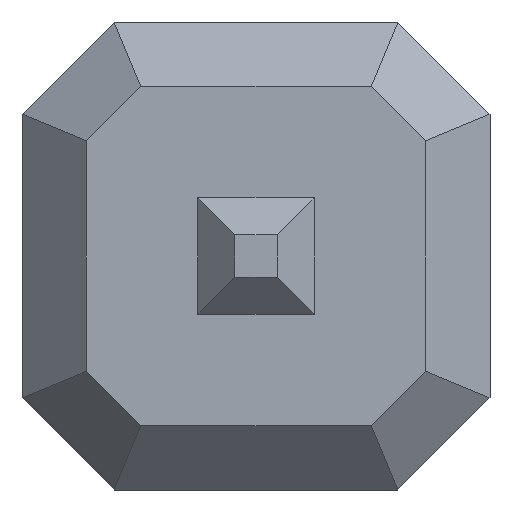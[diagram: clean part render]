
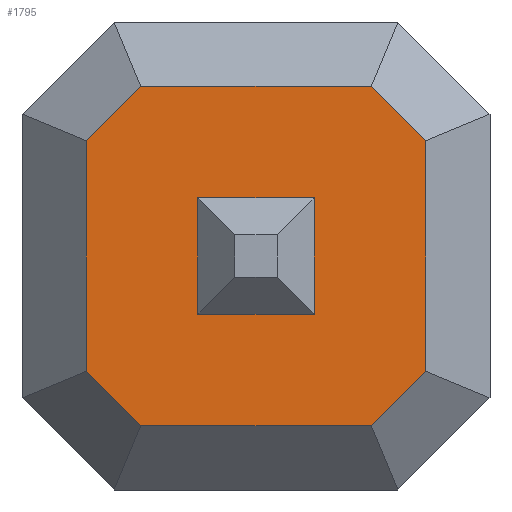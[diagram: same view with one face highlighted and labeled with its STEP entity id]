
A CAD part, front view. The second image highlights one B-rep face of the part: STEP entity #1795.
In plain terms, the highlighted planar face has unit normal (0, -1, 0).
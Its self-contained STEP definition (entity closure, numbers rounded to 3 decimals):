
#99 = VERTEX_POINT ( 'NONE', #229 ) ;
#101 = VERTEX_POINT ( 'NONE', #231 ) ;
#102 = VERTEX_POINT ( 'NONE', #232 ) ;
#103 = VERTEX_POINT ( 'NONE', #233 ) ;
#109 = VERTEX_POINT ( 'NONE', #239 ) ;
#125 = VERTEX_POINT ( 'NONE', #255 ) ;
#127 = VERTEX_POINT ( 'NONE', #257 ) ;
#130 = VERTEX_POINT ( 'NONE', #260 ) ;
#134 = VERTEX_POINT ( 'NONE', #264 ) ;
#136 = VERTEX_POINT ( 'NONE', #266 ) ;
#143 = VERTEX_POINT ( 'NONE', #273 ) ;
#149 = VERTEX_POINT ( 'NONE', #279 ) ;
#229 = CARTESIAN_POINT ( 'NONE',  ( -0.625, 0., -0.92 ) ) ;
#231 = CARTESIAN_POINT ( 'NONE',  ( 0.625, 0., -0.92 ) ) ;
#232 = CARTESIAN_POINT ( 'NONE',  ( 0.315, 0., 0.315 ) ) ;
#233 = CARTESIAN_POINT ( 'NONE',  ( -0.315, 0., -0.315 ) ) ;
#239 = CARTESIAN_POINT ( 'NONE',  ( 0.92, 0., -0.625 ) ) ;
#255 = CARTESIAN_POINT ( 'NONE',  ( 0.625, 0., 0.92 ) ) ;
#257 = CARTESIAN_POINT ( 'NONE',  ( -0.625, 0., 0.92 ) ) ;
#260 = CARTESIAN_POINT ( 'NONE',  ( -0.92, 0., 0.625 ) ) ;
#264 = CARTESIAN_POINT ( 'NONE',  ( 0.92, 0., 0.625 ) ) ;
#266 = CARTESIAN_POINT ( 'NONE',  ( 0.315, 0., -0.315 ) ) ;
#273 = CARTESIAN_POINT ( 'NONE',  ( -0.92, 0., -0.625 ) ) ;
#279 = CARTESIAN_POINT ( 'NONE',  ( -0.315, 0., 0.315 ) ) ;
#552 = EDGE_LOOP ( 'NONE', ( #2533, #2531, #2537, #2536, #2534, #2528, #2516, #2532 ) ) ;
#565 = EDGE_LOOP ( 'NONE', ( #2520, #2523, #2517, #2514 ) ) ;
#664 = VECTOR ( 'NONE', #1631, 1000. ) ;
#821 = LINE ( 'NONE', #1456, #822 ) ;
#822 = VECTOR ( 'NONE', #1457, 1000. ) ;
#990 = LINE ( 'NONE', #1630, #664 ) ;
#1054 = FACE_BOUND ( 'NONE', #565, .T. ) ;
#1072 = FACE_OUTER_BOUND ( 'NONE', #552, .T. ) ;
#1456 = CARTESIAN_POINT ( 'NONE',  ( -1.793, 0., -0.247 ) ) ;
#1457 = DIRECTION ( 'NONE',  ( -0.707, 0., -0.707 ) ) ;
#1630 = CARTESIAN_POINT ( 'NONE',  ( -0.315, 0., -0.315 ) ) ;
#1631 = DIRECTION ( 'NONE',  ( 0., 0., -1. ) ) ;
#1632 = CARTESIAN_POINT ( 'NONE',  ( -0.247, 0., -1.793 ) ) ;
#1633 = DIRECTION ( 'NONE',  ( 0.707, 0., 0.707 ) ) ;
#1638 = CARTESIAN_POINT ( 'NONE',  ( -0.315, 0., -0.315 ) ) ;
#1639 = DIRECTION ( 'NONE',  ( 1., 0., 0. ) ) ;
#1642 = CARTESIAN_POINT ( 'NONE',  ( -0.92, 0., -2.04 ) ) ;
#1643 = DIRECTION ( 'NONE',  ( 0., 0., -1. ) ) ;
#1644 = CARTESIAN_POINT ( 'NONE',  ( 0.92, 0., -2.04 ) ) ;
#1645 = DIRECTION ( 'NONE',  ( 0., 0., 1. ) ) ;
#1646 = CARTESIAN_POINT ( 'NONE',  ( 0., 0., -0.92 ) ) ;
#1647 = DIRECTION ( 'NONE',  ( 1., 0., 0. ) ) ;
#1648 = CARTESIAN_POINT ( 'NONE',  ( 0.315, 0., -0.315 ) ) ;
#1649 = DIRECTION ( 'NONE',  ( 0., 0., 1. ) ) ;
#1650 = CARTESIAN_POINT ( 'NONE',  ( 0.247, 0., -1.793 ) ) ;
#1651 = DIRECTION ( 'NONE',  ( 0.707, 0., -0.707 ) ) ;
#1652 = CARTESIAN_POINT ( 'NONE',  ( 1.793, 0., -0.247 ) ) ;
#1653 = DIRECTION ( 'NONE',  ( -0.707, 0., 0.707 ) ) ;
#1654 = CARTESIAN_POINT ( 'NONE',  ( 0., 0., 0.92 ) ) ;
#1655 = DIRECTION ( 'NONE',  ( -1., 0., 0. ) ) ;
#1656 = CARTESIAN_POINT ( 'NONE',  ( -0.315, 0., 0.315 ) ) ;
#1657 = DIRECTION ( 'NONE',  ( -1., 0., 0. ) ) ;
#1683 = LINE ( 'NONE', #1632, #1684 ) ;
#1684 = VECTOR ( 'NONE', #1633, 1000. ) ;
#1689 = LINE ( 'NONE', #1638, #1690 ) ;
#1690 = VECTOR ( 'NONE', #1639, 1000. ) ;
#1693 = LINE ( 'NONE', #1642, #1694 ) ;
#1694 = VECTOR ( 'NONE', #1643, 1000. ) ;
#1695 = LINE ( 'NONE', #1644, #1696 ) ;
#1696 = VECTOR ( 'NONE', #1645, 1000. ) ;
#1697 = LINE ( 'NONE', #1646, #1698 ) ;
#1698 = VECTOR ( 'NONE', #1647, 1000. ) ;
#1699 = LINE ( 'NONE', #1648, #1700 ) ;
#1700 = VECTOR ( 'NONE', #1649, 1000. ) ;
#1701 = LINE ( 'NONE', #1650, #1702 ) ;
#1702 = VECTOR ( 'NONE', #1651, 1000. ) ;
#1703 = LINE ( 'NONE', #1652, #1704 ) ;
#1704 = VECTOR ( 'NONE', #1653, 1000. ) ;
#1705 = LINE ( 'NONE', #1654, #1706 ) ;
#1706 = VECTOR ( 'NONE', #1655, 1000. ) ;
#1707 = LINE ( 'NONE', #1656, #1708 ) ;
#1708 = VECTOR ( 'NONE', #1657, 1000. ) ;
#1795 = ADVANCED_FACE ( 'NONE', ( #1072, #1054 ), #2436, .F. ) ;
#2058 = AXIS2_PLACEMENT_3D ( 'NONE', #2411, #2437, #2444 ) ;
#2356 = EDGE_CURVE ( 'NONE', #127, #130, #821, .T. ) ;
#2411 = CARTESIAN_POINT ( 'NONE',  ( 0., 0., -2.04 ) ) ;
#2436 = PLANE ( 'NONE',  #2058 ) ;
#2437 = DIRECTION ( 'NONE',  ( 0., 1., 0. ) ) ;
#2444 = DIRECTION ( 'NONE',  ( 0., 0., 1. ) ) ;
#2514 = ORIENTED_EDGE ( 'NONE', *, *, #2748, .F. ) ;
#2516 = ORIENTED_EDGE ( 'NONE', *, *, #2356, .T. ) ;
#2517 = ORIENTED_EDGE ( 'NONE', *, *, #2753, .F. ) ;
#2520 = ORIENTED_EDGE ( 'NONE', *, *, #2744, .F. ) ;
#2523 = ORIENTED_EDGE ( 'NONE', *, *, #2757, .F. ) ;
#2528 = ORIENTED_EDGE ( 'NONE', *, *, #2756, .T. ) ;
#2531 = ORIENTED_EDGE ( 'NONE', *, *, #2752, .T. ) ;
#2532 = ORIENTED_EDGE ( 'NONE', *, *, #2750, .T. ) ;
#2533 = ORIENTED_EDGE ( 'NONE', *, *, #2754, .T. ) ;
#2534 = ORIENTED_EDGE ( 'NONE', *, *, #2755, .T. ) ;
#2536 = ORIENTED_EDGE ( 'NONE', *, *, #2751, .T. ) ;
#2537 = ORIENTED_EDGE ( 'NONE', *, *, #2745, .T. ) ;
#2744 = EDGE_CURVE ( 'NONE', #149, #103, #990, .T. ) ;
#2745 = EDGE_CURVE ( 'NONE', #101, #109, #1683, .T. ) ;
#2748 = EDGE_CURVE ( 'NONE', #103, #136, #1689, .T. ) ;
#2750 = EDGE_CURVE ( 'NONE', #130, #143, #1693, .T. ) ;
#2751 = EDGE_CURVE ( 'NONE', #109, #134, #1695, .T. ) ;
#2752 = EDGE_CURVE ( 'NONE', #99, #101, #1697, .T. ) ;
#2753 = EDGE_CURVE ( 'NONE', #136, #102, #1699, .T. ) ;
#2754 = EDGE_CURVE ( 'NONE', #143, #99, #1701, .T. ) ;
#2755 = EDGE_CURVE ( 'NONE', #134, #125, #1703, .T. ) ;
#2756 = EDGE_CURVE ( 'NONE', #125, #127, #1705, .T. ) ;
#2757 = EDGE_CURVE ( 'NONE', #102, #149, #1707, .T. ) ;
